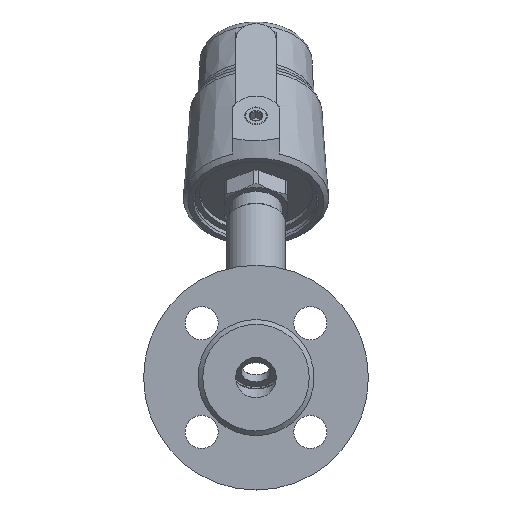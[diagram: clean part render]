
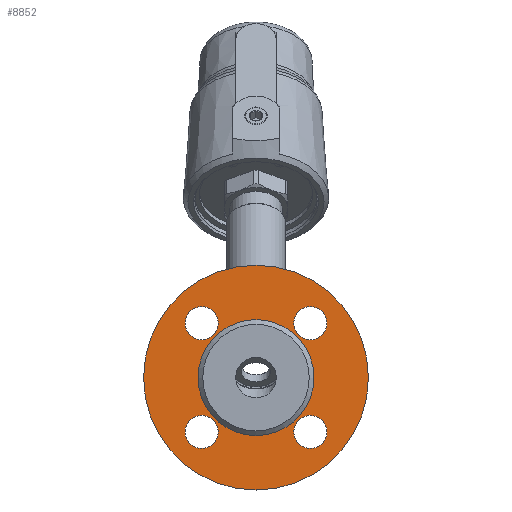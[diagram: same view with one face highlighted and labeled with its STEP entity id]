
A CAD part, front view. The second image highlights one B-rep face of the part: STEP entity #8852.
In plain terms, the highlighted planar face has unit normal (0, -1, 0).
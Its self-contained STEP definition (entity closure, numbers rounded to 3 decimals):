
#1442=PLANE('',#9541);
#1764=FACE_BOUND('',#2905,.T.);
#1765=FACE_BOUND('',#2906,.T.);
#1766=FACE_BOUND('',#2907,.T.);
#1767=FACE_BOUND('',#2908,.T.);
#1768=FACE_BOUND('',#2909,.T.);
#2243=FACE_OUTER_BOUND('',#2904,.T.);
#2904=EDGE_LOOP('',(#7310));
#2905=EDGE_LOOP('',(#7311));
#2906=EDGE_LOOP('',(#7312));
#2907=EDGE_LOOP('',(#7313));
#2908=EDGE_LOOP('',(#7314));
#2909=EDGE_LOOP('',(#7315));
#3379=CIRCLE('',#9540,47.5);
#3380=CIRCLE('',#9542,7.);
#3381=CIRCLE('',#9543,7.);
#3382=CIRCLE('',#9544,7.);
#3383=CIRCLE('',#9545,7.);
#3384=CIRCLE('',#9546,24.5);
#4129=VERTEX_POINT('',#40905);
#4130=VERTEX_POINT('',#40908);
#4131=VERTEX_POINT('',#40910);
#4132=VERTEX_POINT('',#40912);
#4133=VERTEX_POINT('',#40914);
#4134=VERTEX_POINT('',#40916);
#5229=EDGE_CURVE('',#4129,#4129,#3379,.T.);
#5230=EDGE_CURVE('',#4130,#4130,#3380,.T.);
#5231=EDGE_CURVE('',#4131,#4131,#3381,.T.);
#5232=EDGE_CURVE('',#4132,#4132,#3382,.T.);
#5233=EDGE_CURVE('',#4133,#4133,#3383,.T.);
#5234=EDGE_CURVE('',#4134,#4134,#3384,.T.);
#7310=ORIENTED_EDGE('',*,*,#5229,.F.);
#7311=ORIENTED_EDGE('',*,*,#5230,.T.);
#7312=ORIENTED_EDGE('',*,*,#5231,.T.);
#7313=ORIENTED_EDGE('',*,*,#5232,.T.);
#7314=ORIENTED_EDGE('',*,*,#5233,.T.);
#7315=ORIENTED_EDGE('',*,*,#5234,.T.);
#8852=ADVANCED_FACE('',(#2243,#1764,#1765,#1766,#1767,#1768),#1442,.T.);
#9540=AXIS2_PLACEMENT_3D('',#40906,#11176,#11177);
#9541=AXIS2_PLACEMENT_3D('',#40907,#11178,#11179);
#9542=AXIS2_PLACEMENT_3D('',#40909,#11180,#11181);
#9543=AXIS2_PLACEMENT_3D('',#40911,#11182,#11183);
#9544=AXIS2_PLACEMENT_3D('',#40913,#11184,#11185);
#9545=AXIS2_PLACEMENT_3D('',#40915,#11186,#11187);
#9546=AXIS2_PLACEMENT_3D('',#40917,#11188,#11189);
#11176=DIRECTION('center_axis',(0.,1.,0.));
#11177=DIRECTION('ref_axis',(0.,0.,
1.));
#11178=DIRECTION('center_axis',(0.,-1.,0.));
#11179=DIRECTION('ref_axis',(-1.,0.,0.));
#11180=DIRECTION('center_axis',(0.,1.,0.));
#11181=DIRECTION('ref_axis',(1.,0.,0.));
#11182=DIRECTION('center_axis',(0.,1.,0.));
#11183=DIRECTION('ref_axis',(1.,0.,0.));
#11184=DIRECTION('center_axis',(0.,1.,0.));
#11185=DIRECTION('ref_axis',(1.,0.,0.));
#11186=DIRECTION('center_axis',(0.,1.,0.));
#11187=DIRECTION('ref_axis',(1.,0.,0.));
#11188=DIRECTION('center_axis',(0.,1.,0.));
#11189=DIRECTION('ref_axis',(0.,0.,
1.));
#40905=CARTESIAN_POINT('',(0.,-29.5,47.5));
#40906=CARTESIAN_POINT('Origin',(0.,-29.5,
0.));
#40907=CARTESIAN_POINT('Origin',(0.,-29.5,
36.));
#40908=CARTESIAN_POINT('',(15.981,-29.5,-22.981));
#40909=CARTESIAN_POINT('Origin',(22.981,-29.5,-22.981));
#40910=CARTESIAN_POINT('',(-29.981,-29.5,22.981));
#40911=CARTESIAN_POINT('Origin',(-22.981,-29.5,22.981));
#40912=CARTESIAN_POINT('',(15.981,-29.5,22.981));
#40913=CARTESIAN_POINT('Origin',(22.981,-29.5,22.981));
#40914=CARTESIAN_POINT('',(-29.981,-29.5,-22.981));
#40915=CARTESIAN_POINT('Origin',(-22.981,-29.5,-22.981));
#40916=CARTESIAN_POINT('',(0.,-29.5,24.5));
#40917=CARTESIAN_POINT('Origin',(0.,-29.5,
0.));
